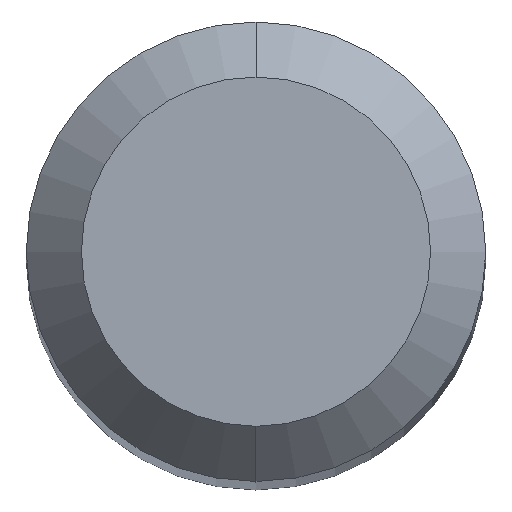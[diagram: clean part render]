
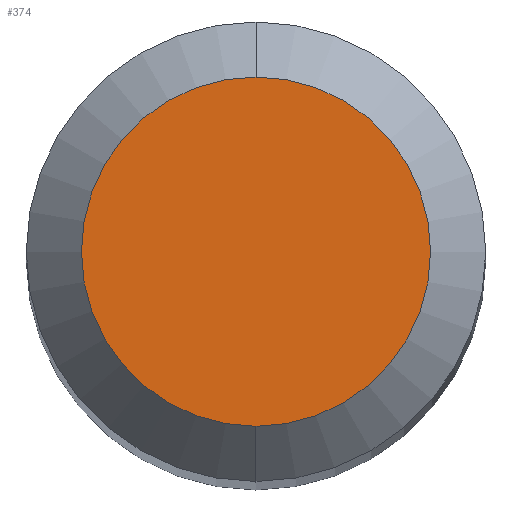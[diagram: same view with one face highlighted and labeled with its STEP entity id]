
A CAD part, top view. The second image highlights one B-rep face of the part: STEP entity #374.
In plain terms, the highlighted planar face has unit normal (0, 0, 1).
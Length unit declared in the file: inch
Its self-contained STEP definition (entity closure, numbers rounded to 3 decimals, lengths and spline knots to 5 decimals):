
#4 = PLANE ( 'NONE',  #43 ) ;
#5 = DIRECTION ( 'NONE',  ( 0., 1., 0. ) ) ;
#7 = EDGE_CURVE ( 'NONE', #162, #398, #135, .T. ) ;
#43 = AXIS2_PLACEMENT_3D ( 'NONE', #481, #431, #5 ) ;
#70 = CIRCLE ( 'NONE', #136, 0.0475 ) ;
#116 = ORIENTED_EDGE ( 'NONE', *, *, #7, .T. ) ;
#135 = CIRCLE ( 'NONE', #444, 0.0475 ) ;
#136 = AXIS2_PLACEMENT_3D ( 'NONE', #161, #314, #226 ) ;
#161 = CARTESIAN_POINT ( 'NONE',  ( 0., 0., 0. ) ) ;
#162 = VERTEX_POINT ( 'NONE', #332 ) ;
#188 = ORIENTED_EDGE ( 'NONE', *, *, #382, .T. ) ;
#208 = DIRECTION ( 'NONE',  ( 0., 0., 1. ) ) ;
#226 = DIRECTION ( 'NONE',  ( 0., -1., 0. ) ) ;
#313 = DIRECTION ( 'NONE',  ( 0., -1., 0. ) ) ;
#314 = DIRECTION ( 'NONE',  ( 0., 0., 1. ) ) ;
#332 = CARTESIAN_POINT ( 'NONE',  ( 0., 0.0475, 0. ) ) ;
#353 = CARTESIAN_POINT ( 'NONE',  ( 0., -0.0475, 0. ) ) ;
#359 = EDGE_LOOP ( 'NONE', ( #116, #188 ) ) ;
#360 = FACE_OUTER_BOUND ( 'NONE', #359, .T. ) ;
#374 = ADVANCED_FACE ( 'NONE', ( #360 ), #4, .F. ) ;
#382 = EDGE_CURVE ( 'NONE', #398, #162, #70, .T. ) ;
#398 = VERTEX_POINT ( 'NONE', #353 ) ;
#413 = CARTESIAN_POINT ( 'NONE',  ( 0., 0., 0. ) ) ;
#431 = DIRECTION ( 'NONE',  ( 0., 0., -1. ) ) ;
#444 = AXIS2_PLACEMENT_3D ( 'NONE', #413, #208, #313 ) ;
#481 = CARTESIAN_POINT ( 'NONE',  ( 0., 0.0475, 0. ) ) ;
